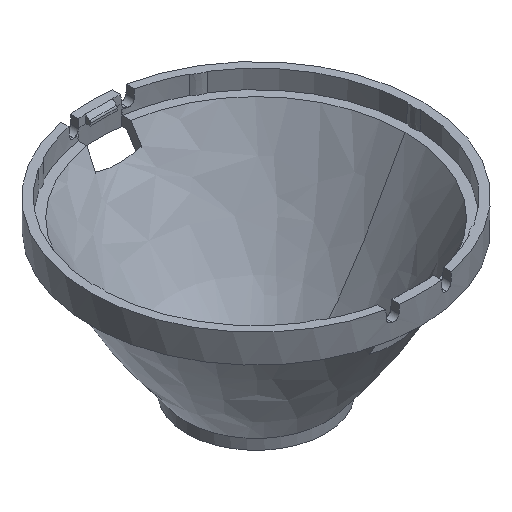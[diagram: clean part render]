
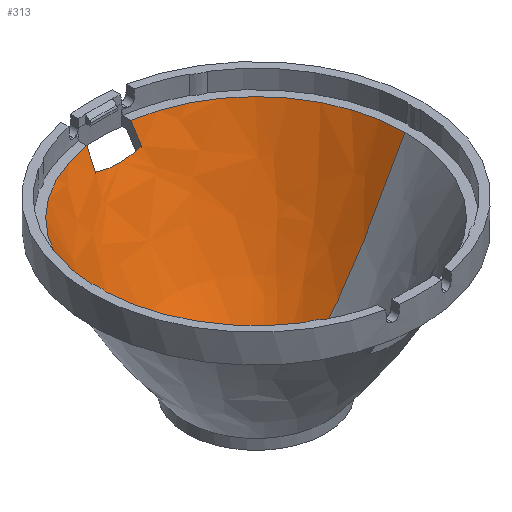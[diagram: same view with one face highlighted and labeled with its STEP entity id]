
A CAD part, isometric view. The second image highlights one B-rep face of the part: STEP entity #313.
In plain terms, the highlighted free-form (B-spline) face has degree [3, 3] with [6, 4] control points.
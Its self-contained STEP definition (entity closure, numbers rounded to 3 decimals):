
#46=(
BOUNDED_CURVE()
B_SPLINE_CURVE(3,(#3341,#3342,#3343,#3344,#3345,#3346),.UNSPECIFIED.,.F.,
 .F.)
B_SPLINE_CURVE_WITH_KNOTS((4,2,4),(0.,0.5,1.),.UNSPECIFIED.)
CURVE()
GEOMETRIC_REPRESENTATION_ITEM()
RATIONAL_B_SPLINE_CURVE((1.,1.,1.,
1.,1.,1.))
REPRESENTATION_ITEM('')
);
#47=(
BOUNDED_CURVE()
B_SPLINE_CURVE(3,(#3350,#3351,#3352,#3353,#3354,#3355),.UNSPECIFIED.,.F.,
 .F.)
B_SPLINE_CURVE_WITH_KNOTS((4,2,4),(0.,0.5,1.),.UNSPECIFIED.)
CURVE()
GEOMETRIC_REPRESENTATION_ITEM()
RATIONAL_B_SPLINE_CURVE((1.,1.,1.,1.,1.,1.))
REPRESENTATION_ITEM('')
);
#49=(
BOUNDED_SURFACE()
B_SPLINE_SURFACE(3,3,((#3356,#3357,#3358,#3359),(#3360,#3361,#3362,#3363),
(#3364,#3365,#3366,#3367),(#3368,#3369,#3370,#3371),(#3372,#3373,#3374,#3375),
(#3376,#3377,#3378,#3379)),.UNSPECIFIED.,.F.,.F.,.F.)
B_SPLINE_SURFACE_WITH_KNOTS((4,2,4),(4,4),(0.,0.5,1.),(0.,1.),
 .UNSPECIFIED.)
GEOMETRIC_REPRESENTATION_ITEM()
RATIONAL_B_SPLINE_SURFACE(((1.,0.333,0.333,1.),(1.,
0.333,0.333,1.),(1.,0.333,0.333,
1.),(1.,0.333,0.333,1.),(1.,0.333,0.333,
1.),(1.,0.333,0.333,1.)))
REPRESENTATION_ITEM('')
SURFACE()
);
#114=FACE_OUTER_BOUND('',#742,.T.);
#232=B_SPLINE_CURVE_WITH_KNOTS('',3,(#3327,#3328,#3329,#3330),
 .UNSPECIFIED.,.F.,.F.,(4,4),(0.,1.),.UNSPECIFIED.);
#233=B_SPLINE_CURVE_WITH_KNOTS('',3,(#3332,#3333,#3334,#3335),
 .UNSPECIFIED.,.F.,.F.,(4,4),(0.,1.),.UNSPECIFIED.);
#234=B_SPLINE_CURVE_WITH_KNOTS('',3,(#3337,#3338,#3339,#3340),
 .UNSPECIFIED.,.F.,.F.,(4,4),(0.,1.),.UNSPECIFIED.);
#313=ADVANCED_FACE('',(#114),#49,.T.);
#742=EDGE_LOOP('',(#970,#971,#972,#973,#974,#975,#976,#977));
#970=ORIENTED_EDGE('',*,*,#1778,.F.);
#971=ORIENTED_EDGE('',*,*,#1779,.F.);
#972=ORIENTED_EDGE('',*,*,#1780,.F.);
#973=ORIENTED_EDGE('',*,*,#1718,.T.);
#974=ORIENTED_EDGE('',*,*,#1781,.F.);
#975=ORIENTED_EDGE('',*,*,#1782,.F.);
#976=ORIENTED_EDGE('',*,*,#1783,.F.);
#977=ORIENTED_EDGE('',*,*,#1731,.T.);
#1516=VERTEX_POINT('',#3054);
#1517=VERTEX_POINT('',#3056);
#1528=VERTEX_POINT('',#3101);
#1529=VERTEX_POINT('',#3103);
#1568=VERTEX_POINT('',#3331);
#1569=VERTEX_POINT('',#3336);
#1570=VERTEX_POINT('',#3347);
#1571=VERTEX_POINT('',#3349);
#1718=EDGE_CURVE('',#1517,#1516,#1999,.T.);
#1731=EDGE_CURVE('',#1529,#1528,#2006,.T.);
#1778=EDGE_CURVE('',#1568,#1528,#232,.T.);
#1779=EDGE_CURVE('',#1569,#1568,#233,.T.);
#1780=EDGE_CURVE('',#1517,#1569,#234,.T.);
#1781=EDGE_CURVE('',#1570,#1516,#46,.T.);
#1782=EDGE_CURVE('',#1571,#1570,#2026,.T.);
#1783=EDGE_CURVE('',#1529,#1571,#47,.T.);
#1999=CIRCLE('',#2111,16.606);
#2006=CIRCLE('',#2122,16.606);
#2026=CIRCLE('',#2155,6.412);
#2111=AXIS2_PLACEMENT_3D('',#3055,#2410,#2411);
#2122=AXIS2_PLACEMENT_3D('',#3102,#2434,#2435);
#2155=AXIS2_PLACEMENT_3D('',#3348,#2505,#2506);
#2410=DIRECTION('',(0.,0.,1.));
#2411=DIRECTION('',(-1.,0.,0.));
#2434=DIRECTION('',(0.,0.,1.));
#2435=DIRECTION('',(-1.,0.,0.));
#2505=DIRECTION('',(0.,0.,1.));
#2506=DIRECTION('',(-1.,0.,0.));
#3054=CARTESIAN_POINT('',(-21.421,84.519,483.522));
#3055=CARTESIAN_POINT('',(-4.815,84.519,483.522));
#3056=CARTESIAN_POINT('',(-7.265,100.943,483.522));
#3101=CARTESIAN_POINT('',(-2.365,100.943,483.522));
#3102=CARTESIAN_POINT('',(-4.815,84.519,483.522));
#3103=CARTESIAN_POINT('',(11.791,84.519,483.522));
#3327=CARTESIAN_POINT('',(-2.262,99.879,481.549));
#3328=CARTESIAN_POINT('',(-2.296,100.239,482.204));
#3329=CARTESIAN_POINT('',(-2.331,100.593,482.862));
#3330=CARTESIAN_POINT('',(-2.365,100.943,483.522));
#3331=CARTESIAN_POINT('',(-2.262,99.878,481.549));
#3332=CARTESIAN_POINT('',(-7.369,99.878,481.548));
#3333=CARTESIAN_POINT('',(-5.71,99.859,481.003));
#3334=CARTESIAN_POINT('',(-3.921,99.859,481.003));
#3335=CARTESIAN_POINT('',(-2.261,99.878,481.548));
#3336=CARTESIAN_POINT('',(-7.368,99.878,481.549));
#3337=CARTESIAN_POINT('',(-7.265,100.943,483.522));
#3338=CARTESIAN_POINT('',(-7.299,100.593,482.862));
#3339=CARTESIAN_POINT('',(-7.334,100.239,482.204));
#3340=CARTESIAN_POINT('',(-7.368,99.879,481.549));
#3341=CARTESIAN_POINT('',(-11.227,84.519,467.722));
#3342=CARTESIAN_POINT('',(-13.397,84.519,470.057));
#3343=CARTESIAN_POINT('',(-15.156,84.519,472.647));
#3344=CARTESIAN_POINT('',(-18.462,84.519,477.97));
#3345=CARTESIAN_POINT('',(-19.976,84.519,480.722));
#3346=CARTESIAN_POINT('',(-21.421,84.519,483.522));
#3347=CARTESIAN_POINT('',(-11.227,84.519,467.722));
#3348=CARTESIAN_POINT('',(-4.815,84.519,467.722));
#3349=CARTESIAN_POINT('',(1.597,84.519,467.722));
#3350=CARTESIAN_POINT('',(11.791,84.519,483.522));
#3351=CARTESIAN_POINT('',(10.346,84.519,480.722));
#3352=CARTESIAN_POINT('',(8.832,84.519,477.97));
#3353=CARTESIAN_POINT('',(5.526,84.519,472.647));
#3354=CARTESIAN_POINT('',(3.767,84.519,470.057));
#3355=CARTESIAN_POINT('',(1.597,84.519,467.722));
#3356=CARTESIAN_POINT('',(1.597,84.519,467.722));
#3357=CARTESIAN_POINT('',(1.597,97.343,467.722));
#3358=CARTESIAN_POINT('',(-11.227,97.343,467.722));
#3359=CARTESIAN_POINT('',(-11.227,84.519,467.722));
#3360=CARTESIAN_POINT('',(3.767,84.519,470.057));
#3361=CARTESIAN_POINT('',(3.767,101.683,470.057));
#3362=CARTESIAN_POINT('',(-13.397,101.683,470.057));
#3363=CARTESIAN_POINT('',(-13.397,84.519,470.057));
#3364=CARTESIAN_POINT('',(5.526,84.519,472.647));
#3365=CARTESIAN_POINT('',(5.526,105.201,472.647));
#3366=CARTESIAN_POINT('',(-15.156,105.201,472.647));
#3367=CARTESIAN_POINT('',(-15.156,84.519,472.647));
#3368=CARTESIAN_POINT('',(8.832,84.519,477.97));
#3369=CARTESIAN_POINT('',(8.832,111.812,477.97));
#3370=CARTESIAN_POINT('',(-18.462,111.812,477.97));
#3371=CARTESIAN_POINT('',(-18.462,84.519,477.97));
#3372=CARTESIAN_POINT('',(10.346,84.519,480.722));
#3373=CARTESIAN_POINT('',(10.346,114.841,480.722));
#3374=CARTESIAN_POINT('',(-19.976,114.841,480.722));
#3375=CARTESIAN_POINT('',(-19.976,84.519,480.722));
#3376=CARTESIAN_POINT('',(11.791,84.519,483.522));
#3377=CARTESIAN_POINT('',(11.791,117.73,483.522));
#3378=CARTESIAN_POINT('',(-21.421,117.73,483.522));
#3379=CARTESIAN_POINT('',(-21.421,84.519,483.522));
